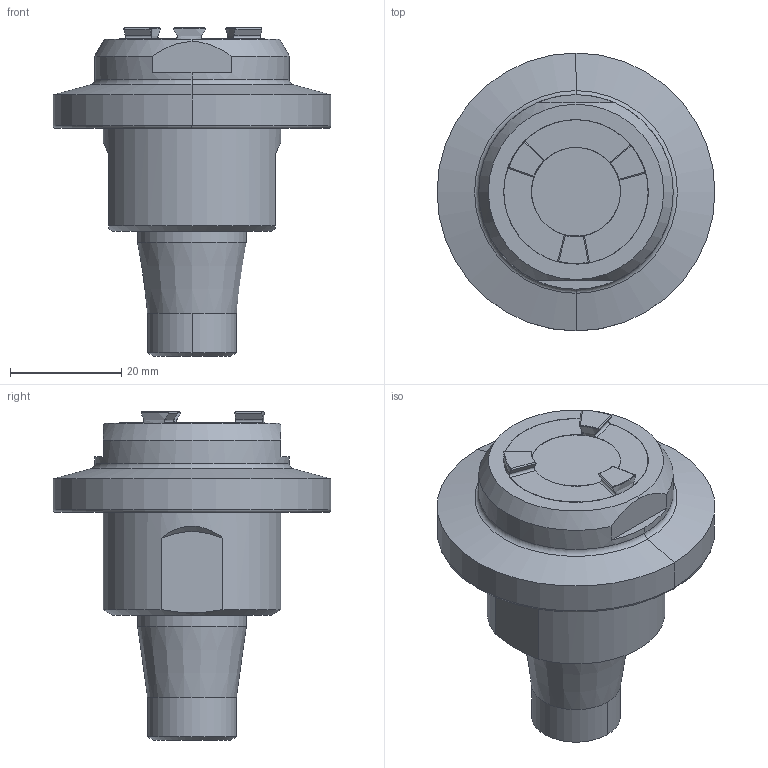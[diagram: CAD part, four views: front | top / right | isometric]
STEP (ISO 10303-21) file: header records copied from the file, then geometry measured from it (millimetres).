
FILE_DESCRIPTION(/* description */ (''),/* implementation_level */ '2;1');
FILE_NAME(/* name */ '10001260644nxv000_00_214.stp',/* time_stamp */ '2023-11-30T08:55:59+01:00',/* author */ (''),/* organization */ (''),/* preprocessor_version */ 'ST-DEVELOPER v18.1',/* originating_system */ 'SIEMENS PLM Software NX 2000',/* authorisation */ '');
FILE_SCHEMA (('AUTOMOTIVE_DESIGN { 1 0 10303 214 3 1 1 1 }'));
Length unit declared in the file: millimetre
Products named in the file (1): 10001260644nxv000_00
Bounding box: 50 x 50 x 59.06 mm (x, y, z)
Volume: 42006.8 mm3; surface area: 8605.9 mm2
Topology: 1 solids, 1 shells, 68 faces, 179 edges, 116 vertices
Faces by surface type: cylinder 23, plane 23, cone 16, torus 6
Full cylindrical faces by diameter (mm): 16 x1, 19.582 x1, 26 x1, 32 x1
Entity records: 2503 total; most frequent: CARTESIAN_POINT 883, ORIENTED_EDGE 334, DIRECTION 333, EDGE_CURVE 167, AXIS2_PLACEMENT_3D 142, VERTEX_POINT 112, EDGE_LOOP 77, ADVANCED_FACE 67
